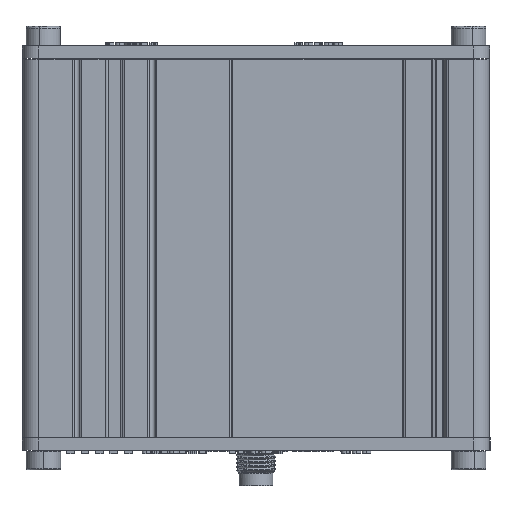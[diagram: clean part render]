
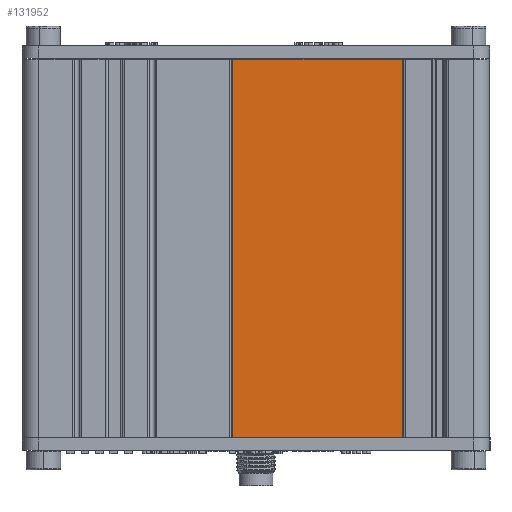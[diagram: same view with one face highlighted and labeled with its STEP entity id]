
A CAD part, front view. The second image highlights one B-rep face of the part: STEP entity #131952.
In plain terms, the highlighted planar face has unit normal (0, -1, 0).
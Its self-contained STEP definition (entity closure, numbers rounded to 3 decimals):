
#4267 = VERTEX_POINT ( 'NONE', #121765 ) ;
#7606 = DIRECTION ( 'NONE',  ( -1., 0., 0. ) ) ;
#8617 = CARTESIAN_POINT ( 'NONE',  ( -3.85, -12.25, 60.2 ) ) ;
#9070 = DIRECTION ( 'NONE',  ( 1., 0., 0. ) ) ;
#12464 = EDGE_CURVE ( 'NONE', #4267, #117409, #70291, .T. ) ;
#18507 = EDGE_CURVE ( 'NONE', #117409, #130499, #100208, .T. ) ;
#20627 = EDGE_LOOP ( 'NONE', ( #68659, #101377, #160498, #24554 ) ) ;
#23803 = CARTESIAN_POINT ( 'NONE',  ( -3.85, -12.25, 0. ) ) ;
#24227 = PLANE ( 'NONE',  #61441 ) ;
#24554 = ORIENTED_EDGE ( 'NONE', *, *, #145601, .T. ) ;
#37851 = LINE ( 'NONE', #8617, #127629 ) ;
#46273 = LINE ( 'NONE', #126717, #144617 ) ;
#57384 = DIRECTION ( 'NONE',  ( 0., -1., 0. ) ) ;
#61441 = AXIS2_PLACEMENT_3D ( 'NONE', #133867, #57384, #9070 ) ;
#63004 = CARTESIAN_POINT ( 'NONE',  ( 23.311, -12.25, 0. ) ) ;
#68659 = ORIENTED_EDGE ( 'NONE', *, *, #177524, .T. ) ;
#70291 = LINE ( 'NONE', #147864, #176831 ) ;
#71453 = FACE_OUTER_BOUND ( 'NONE', #20627, .T. ) ;
#74090 = CARTESIAN_POINT ( 'NONE',  ( 23.311, -12.25, 60.2 ) ) ;
#100208 = LINE ( 'NONE', #23803, #144740 ) ;
#101377 = ORIENTED_EDGE ( 'NONE', *, *, #12464, .T. ) ;
#117409 = VERTEX_POINT ( 'NONE', #128925 ) ;
#121765 = CARTESIAN_POINT ( 'NONE',  ( -3.711, -12.25, 60.2 ) ) ;
#126717 = CARTESIAN_POINT ( 'NONE',  ( 23.311, -12.25, 60.2 ) ) ;
#127629 = VECTOR ( 'NONE', #7606, 1000. ) ;
#128925 = CARTESIAN_POINT ( 'NONE',  ( -3.711, -12.25, 0. ) ) ;
#130499 = VERTEX_POINT ( 'NONE', #63004 ) ;
#131952 = ADVANCED_FACE ( 'NONE', ( #71453 ), #24227, .T. ) ;
#133867 = CARTESIAN_POINT ( 'NONE',  ( 0., -12.25, 0. ) ) ;
#141885 = DIRECTION ( 'NONE',  ( 0., 0., 1. ) ) ;
#144617 = VECTOR ( 'NONE', #141885, 1000. ) ;
#144740 = VECTOR ( 'NONE', #162763, 1000. ) ;
#145601 = EDGE_CURVE ( 'NONE', #130499, #175411, #46273, .T. ) ;
#147864 = CARTESIAN_POINT ( 'NONE',  ( -3.711, -12.25, 0. ) ) ;
#160498 = ORIENTED_EDGE ( 'NONE', *, *, #18507, .T. ) ;
#162763 = DIRECTION ( 'NONE',  ( 1., 0., 0. ) ) ;
#175411 = VERTEX_POINT ( 'NONE', #74090 ) ;
#176831 = VECTOR ( 'NONE', #193247, 1000. ) ;
#177524 = EDGE_CURVE ( 'NONE', #175411, #4267, #37851, .T. ) ;
#193247 = DIRECTION ( 'NONE',  ( 0., 0., -1. ) ) ;
